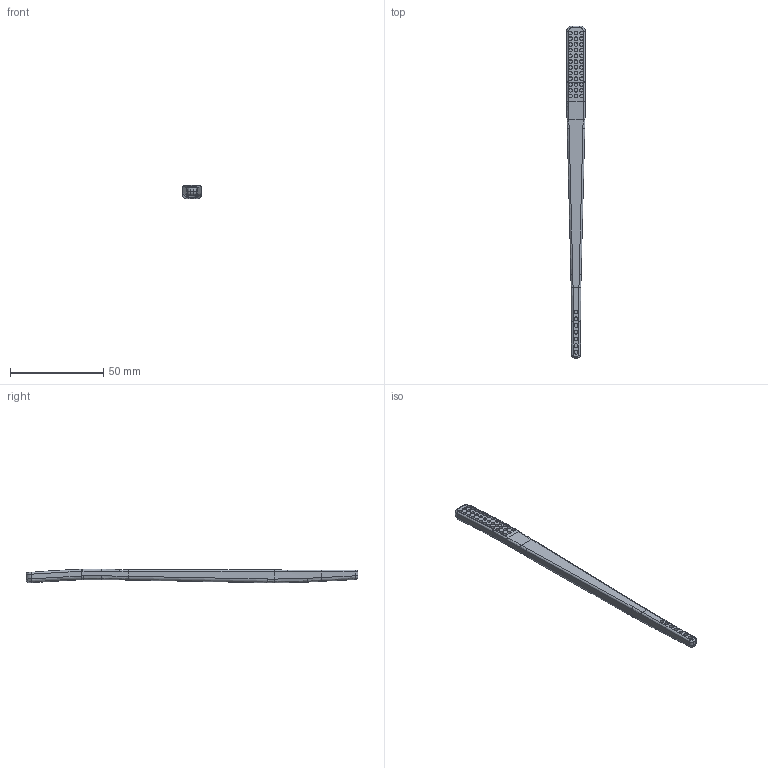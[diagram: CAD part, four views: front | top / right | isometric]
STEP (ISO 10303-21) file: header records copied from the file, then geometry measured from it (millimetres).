
FILE_DESCRIPTION(('FreeCAD Model'),'2;1');
FILE_NAME('Open CASCADE Shape Model','2025-04-29T04:03:16',('FreeCAD'),( 'FreeCAD'),'Open CASCADE STEP processor 7.6','FreeCAD','Unknown');
FILE_SCHEMA(('AUTOMOTIVE_DESIGN { 1 0 10303 214 1 1 1 1 }'));
Length unit declared in the file: millimetre
Products named in the file (1): Open CASCADE STEP translator 7.6 1
Bounding box: 10.04 x 177.72 x 7.33 mm (x, y, z)
Volume: 7063.7 mm3; surface area: 5363 mm2
Topology: 1 solids, 1 shells, 162 faces, 353 edges, 229 vertices
Faces by surface type: bspline 162
Entity records: 6700 total; most frequent: CARTESIAN_POINT 4544, ORIENTED_EDGE 702, EDGE_CURVE 351, VERTEX_POINT 229, B_SPLINE_CURVE_WITH_KNOTS 209, FACE_BOUND 200, EDGE_LOOP 200, ADVANCED_FACE 162
